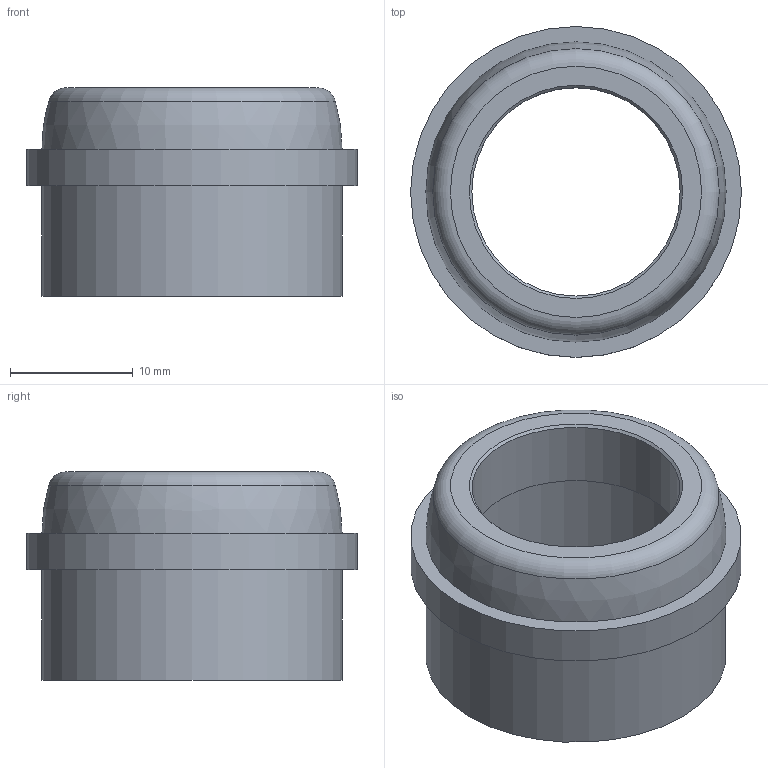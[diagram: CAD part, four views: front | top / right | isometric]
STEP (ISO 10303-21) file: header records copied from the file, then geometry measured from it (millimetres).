
FILE_DESCRIPTION((''),'2;1');
FILE_NAME('6512220.stp','2014-09-10T09:35:16',(''),('KNOMI spol. s r. o.'),'Autodesk Inventor 2012','Autodesk Inventor 2012','');
FILE_SCHEMA(('AUTOMOTIVE_DESIGN { 1 2 10303 214 0 1 1 1 }'));
Length unit declared in the file: millimetre
Products named in the file (1): Těsnící kužel let.tr
Bounding box: 27 x 27 x 17 mm (x, y, z)
Volume: 2622.8 mm3; surface area: 2921.1 mm2
Topology: 1 solids, 1 shells, 13 faces, 25 edges, 16 vertices
Faces by surface type: cylinder 4, plane 4, cone 3, torus 1, bspline 1
Full cylindrical faces by diameter (mm): 17 x1, 22.15 x1, 24.5 x1, 27 x1
Entity records: 316 total; most frequent: CARTESIAN_POINT 66, DIRECTION 52, AXIS2_PLACEMENT_3D 26, ORIENTED_EDGE 26, EDGE_LOOP 26, VERTEX_POINT 13, CIRCLE 13, EDGE_CURVE 13
